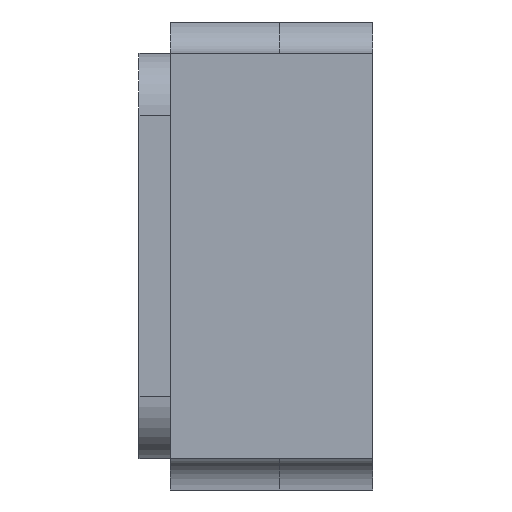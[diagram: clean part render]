
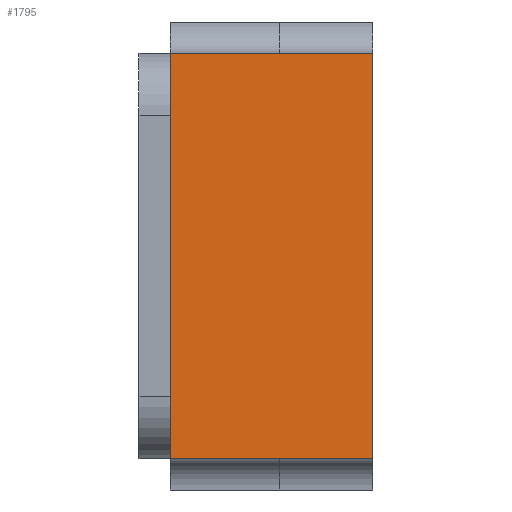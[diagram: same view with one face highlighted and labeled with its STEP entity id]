
A CAD part, left-side view. The second image highlights one B-rep face of the part: STEP entity #1795.
In plain terms, the highlighted planar face has unit normal (-1, 0, 0).
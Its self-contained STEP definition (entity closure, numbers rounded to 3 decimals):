
#39 = CARTESIAN_POINT ( 'NONE',  ( -1.6, 0.65, 0.65 ) ) ;
#63 = DIRECTION ( 'NONE',  ( 0., 0., 1. ) ) ;
#88 = LINE ( 'NONE', #1177, #2368 ) ;
#135 = DIRECTION ( 'NONE',  ( 0., -1., 0. ) ) ;
#187 = ORIENTED_EDGE ( 'NONE', *, *, #1423, .F. ) ;
#300 = EDGE_LOOP ( 'NONE', ( #1011, #2107, #1597, #187, #2211, #1638 ) ) ;
#408 = LINE ( 'NONE', #39, #639 ) ;
#497 = DIRECTION ( 'NONE',  ( 1., 0., 0. ) ) ;
#639 = VECTOR ( 'NONE', #2079, 1000. ) ;
#746 = LINE ( 'NONE', #1070, #2370 ) ;
#750 = LINE ( 'NONE', #1797, #880 ) ;
#751 = VERTEX_POINT ( 'NONE', #1785 ) ;
#847 = EDGE_CURVE ( 'NONE', #751, #1152, #88, .T. ) ;
#852 = CARTESIAN_POINT ( 'NONE',  ( -1.6, 0., -0.65 ) ) ;
#858 = DIRECTION ( 'NONE',  ( 0., -1., 0. ) ) ;
#873 = VERTEX_POINT ( 'NONE', #1217 ) ;
#880 = VECTOR ( 'NONE', #858, 1000. ) ;
#883 = VERTEX_POINT ( 'NONE', #1605 ) ;
#1011 = ORIENTED_EDGE ( 'NONE', *, *, #2355, .T. ) ;
#1030 = LINE ( 'NONE', #1159, #1619 ) ;
#1070 = CARTESIAN_POINT ( 'NONE',  ( -1.6, 0.65, -0.65 ) ) ;
#1082 = CARTESIAN_POINT ( 'NONE',  ( -1.6, 0.65, 0.65 ) ) ;
#1109 = PLANE ( 'NONE',  #2032 ) ;
#1152 = VERTEX_POINT ( 'NONE', #1746 ) ;
#1159 = CARTESIAN_POINT ( 'NONE',  ( -1.6, 0.65, 0.65 ) ) ;
#1177 = CARTESIAN_POINT ( 'NONE',  ( -1.6, 0.65, -0.65 ) ) ;
#1217 = CARTESIAN_POINT ( 'NONE',  ( -1.6, 0.3, 0.65 ) ) ;
#1296 = EDGE_CURVE ( 'NONE', #1152, #883, #750, .T. ) ;
#1414 = DIRECTION ( 'NONE',  ( 0., -1., 0. ) ) ;
#1423 = EDGE_CURVE ( 'NONE', #751, #2381, #746, .T. ) ;
#1597 = ORIENTED_EDGE ( 'NONE', *, *, #1777, .F. ) ;
#1605 = CARTESIAN_POINT ( 'NONE',  ( -1.6, 0., -0.65 ) ) ;
#1619 = VECTOR ( 'NONE', #135, 1000. ) ;
#1638 = ORIENTED_EDGE ( 'NONE', *, *, #1296, .T. ) ;
#1649 = VERTEX_POINT ( 'NONE', #1850 ) ;
#1725 = EDGE_CURVE ( 'NONE', #873, #1649, #408, .T. ) ;
#1736 = VECTOR ( 'NONE', #1890, 1000. ) ;
#1746 = CARTESIAN_POINT ( 'NONE',  ( -1.6, 0.3, -0.65 ) ) ;
#1777 = EDGE_CURVE ( 'NONE', #2381, #873, #1030, .T. ) ;
#1785 = CARTESIAN_POINT ( 'NONE',  ( -1.6, 0.65, -0.65 ) ) ;
#1795 = ADVANCED_FACE ( 'NONE', ( #2000 ), #1109, .F. ) ;
#1797 = CARTESIAN_POINT ( 'NONE',  ( -1.6, 0.65, -0.65 ) ) ;
#1850 = CARTESIAN_POINT ( 'NONE',  ( -1.6, 0., 0.65 ) ) ;
#1890 = DIRECTION ( 'NONE',  ( 0., 0., 1. ) ) ;
#2000 = FACE_OUTER_BOUND ( 'NONE', #300, .T. ) ;
#2032 = AXIS2_PLACEMENT_3D ( 'NONE', #2102, #497, #2493 ) ;
#2034 = LINE ( 'NONE', #852, #1736 ) ;
#2079 = DIRECTION ( 'NONE',  ( 0., -1., 0. ) ) ;
#2102 = CARTESIAN_POINT ( 'NONE',  ( -1.6, 0.65, -0.65 ) ) ;
#2107 = ORIENTED_EDGE ( 'NONE', *, *, #1725, .F. ) ;
#2211 = ORIENTED_EDGE ( 'NONE', *, *, #847, .T. ) ;
#2355 = EDGE_CURVE ( 'NONE', #883, #1649, #2034, .T. ) ;
#2368 = VECTOR ( 'NONE', #1414, 1000. ) ;
#2370 = VECTOR ( 'NONE', #63, 1000. ) ;
#2381 = VERTEX_POINT ( 'NONE', #1082 ) ;
#2493 = DIRECTION ( 'NONE',  ( 0., 0., -1. ) ) ;
